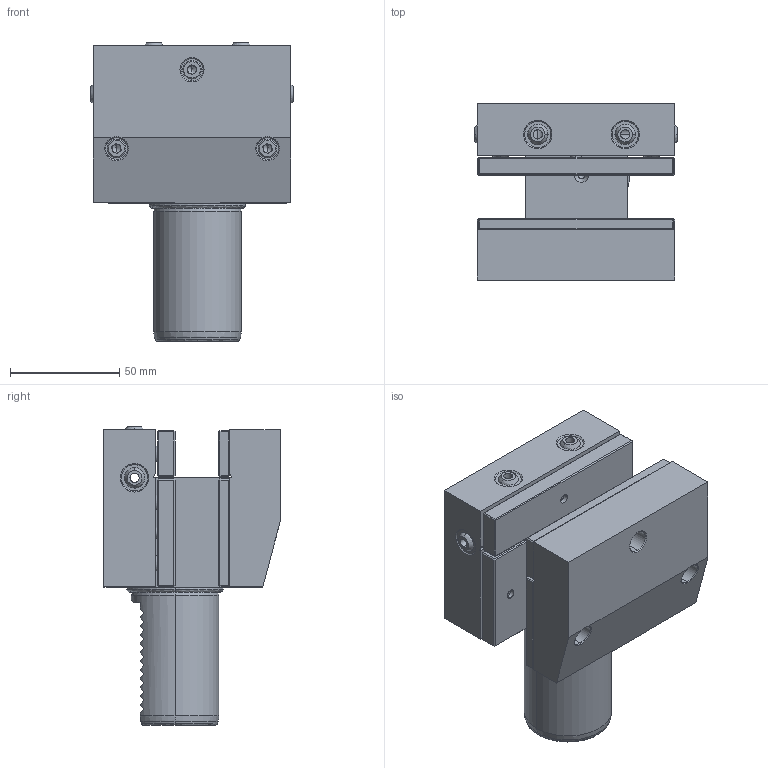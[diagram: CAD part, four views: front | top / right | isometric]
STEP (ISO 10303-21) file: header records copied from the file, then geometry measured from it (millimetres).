
FILE_DESCRIPTION (( 'STEP AP203' ), '1' );
FILE_NAME ('STEP.STEP', '2020-03-10T06:23:22', ( '' ), ( '' ), 'SwSTEP 2.0', 'SolidWorks 2017', '' );
FILE_SCHEMA (( 'CONFIG_CONTROL_DESIGN' ));
Length unit declared in the file: millimetre
Products named in the file (1): STEP
Bounding box: 92.6 x 80.5 x 136.3 mm (x, y, z)
Volume: 478215.7 mm3; surface area: 98649.7 mm2
Topology: 32 solids, 32 shells, 795 faces, 1887 edges, 1114 vertices
Faces by surface type: plane 414, cylinder 172, cone 155, bspline 54
Entity records: 31671 total; most frequent: CARTESIAN_POINT 13888, DIRECTION 3676, ORIENTED_EDGE 3646, EDGE_CURVE 1823, AXIS2_PLACEMENT_3D 1318, VERTEX_POINT 1114, LINE 1040, VECTOR 1040
